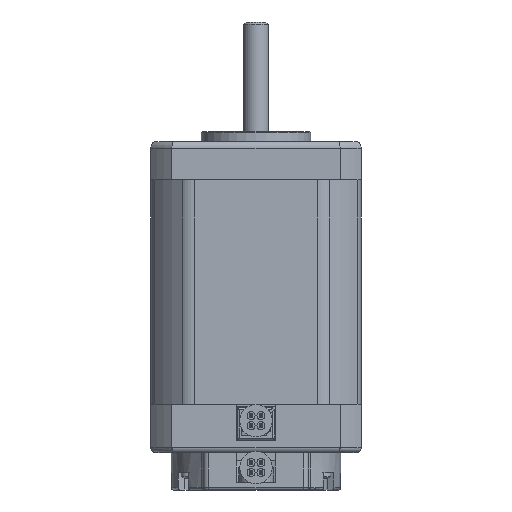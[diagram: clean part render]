
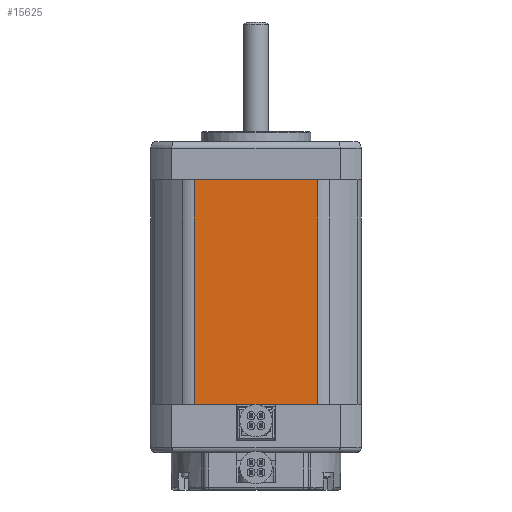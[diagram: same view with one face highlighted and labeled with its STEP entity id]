
A CAD part, front view. The second image highlights one B-rep face of the part: STEP entity #15625.
In plain terms, the highlighted planar face has unit normal (0, -1, 0).
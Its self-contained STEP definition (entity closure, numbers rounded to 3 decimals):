
#1093=DIRECTION('',(1.,0.,0.));
#1094=VECTOR('',#1093,24.722);
#1095=CARTESIAN_POINT('',(-12.361,-21.1,0.));
#1096=LINE('',#1095,#1094);
#2348=DIRECTION('',(1.,0.,0.));
#2349=VECTOR('',#2348,24.722);
#2350=CARTESIAN_POINT('',(-12.361,-21.1,45.));
#2351=LINE('',#2350,#2349);
#5964=DIRECTION('',(0.,0.,-1.));
#5965=VECTOR('',#5964,45.);
#5966=CARTESIAN_POINT('',(-12.361,-21.1,45.));
#5967=LINE('',#5966,#5965);
#5968=DIRECTION('',(0.,0.,-1.));
#5969=VECTOR('',#5968,45.);
#5970=CARTESIAN_POINT('',(12.361,-21.1,45.));
#5971=LINE('',#5970,#5969);
#7876=CARTESIAN_POINT('',(-12.361,-21.1,0.));
#7878=VERTEX_POINT('',#7876);
#7882=CARTESIAN_POINT('',(-12.361,-21.1,45.));
#7883=VERTEX_POINT('',#7882);
#7894=CARTESIAN_POINT('',(12.361,-21.1,0.));
#7895=VERTEX_POINT('',#7894);
#7898=CARTESIAN_POINT('',(12.361,-21.1,45.));
#7899=VERTEX_POINT('',#7898);
#15614=CARTESIAN_POINT('',(-13.594,-21.1,0.));
#15615=DIRECTION('',(0.,-1.,0.));
#15616=DIRECTION('',(1.,0.,0.));
#15617=AXIS2_PLACEMENT_3D('',#15614,#15615,#15616);
#15618=PLANE('',#15617);
#15619=ORIENTED_EDGE('',*,*,#15401,.F.);
#15620=ORIENTED_EDGE('',*,*,#8933,.T.);
#15621=ORIENTED_EDGE('',*,*,#15607,.T.);
#15622=ORIENTED_EDGE('',*,*,#7955,.F.);
#15623=EDGE_LOOP('',(#15619,#15620,#15621,#15622));
#15624=FACE_OUTER_BOUND('',#15623,.F.);
#15625=ADVANCED_FACE('',(#15624),#15618,.T.);
#7955=EDGE_CURVE('',#7878,#7895,#1096,.T.);
#8933=EDGE_CURVE('',#7883,#7899,#2351,.T.);
#15401=EDGE_CURVE('',#7883,#7878,#5967,.T.);
#15607=EDGE_CURVE('',#7899,#7895,#5971,.T.);
